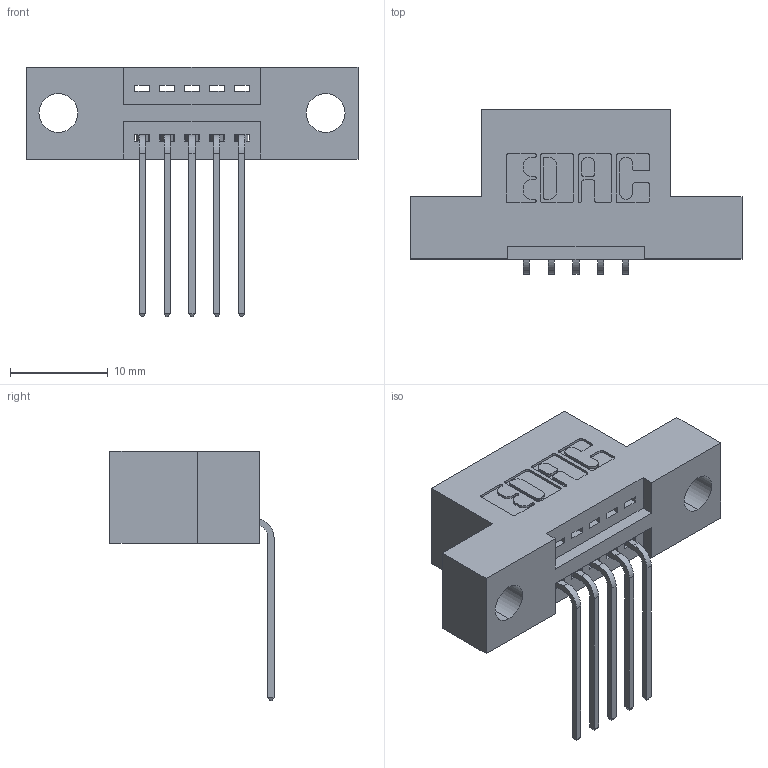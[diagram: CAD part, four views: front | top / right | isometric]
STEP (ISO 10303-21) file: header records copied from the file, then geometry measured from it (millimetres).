
FILE_DESCRIPTION (( 'STEP AP203' ), '1' );
FILE_NAME ('395-005-559-104.STEP', '2018-10-23T18:46:01', ( '' ), ( '' ), 'SwSTEP 2.0', 'SolidWorks 2016', '' );
FILE_SCHEMA (( 'CONFIG_CONTROL_DESIGN' ));
Length unit declared in the file: inch
Products named in the file (3): 395-005-559-104; 345 Part_Flush Mounting Lugs - 0.156 Dia-TH; 345-292-001_558 559 Tail - 1
Assembly tree (6 placements, depth 2):
  395-005-559-104
    345 Part_Flush Mounting Lugs - 0.156 Dia-TH
    345-292-001_558 559 Tail - 1  x5
Bounding box: 33.91 x 16.75 x 25.53 mm (x, y, z)
Volume: 2846.4 mm3; surface area: 3186.4 mm2
Topology: 6 solids, 6 shells, 426 faces, 1251 edges, 826 vertices
Faces by surface type: plane 290, cylinder 136
Entity records: 8831 total; most frequent: CARTESIAN_POINT 1539, ORIENTED_EDGE 1478, DIRECTION 1397, EDGE_CURVE 739, VECTOR 587, LINE 587, VERTEX_POINT 490, AXIS2_PLACEMENT_3D 405
